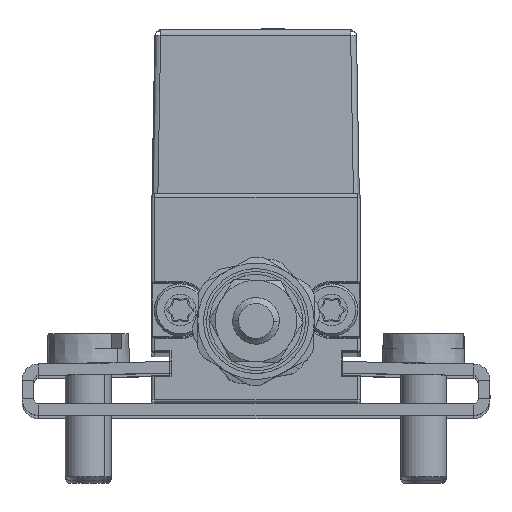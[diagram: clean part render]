
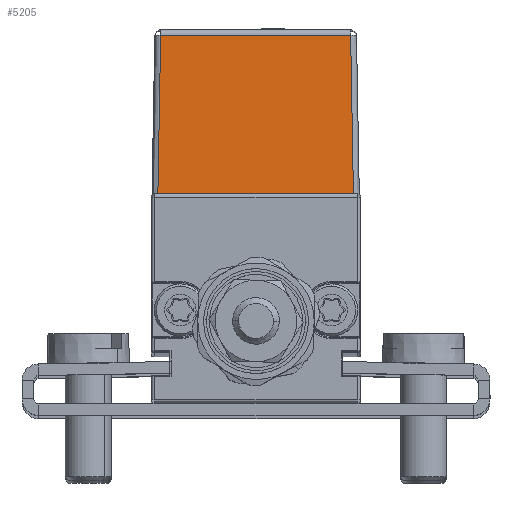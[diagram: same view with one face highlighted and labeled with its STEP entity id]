
A CAD part, top view. The second image highlights one B-rep face of the part: STEP entity #5205.
In plain terms, the highlighted planar face has unit normal (0, 0.018, 1).
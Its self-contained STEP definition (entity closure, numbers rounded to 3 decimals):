
#842 = VERTEX_POINT ( 'NONE', #1323 ) ;
#851 = VERTEX_POINT ( 'NONE', #1332 ) ;
#903 = VERTEX_POINT ( 'NONE', #1384 ) ;
#914 = VERTEX_POINT ( 'NONE', #1395 ) ;
#1323 = CARTESIAN_POINT ( 'NONE',  ( 8.366, 18., 232.784 ) ) ;
#1332 = CARTESIAN_POINT ( 'NONE',  ( 8.129, 31.583, 232.547 ) ) ;
#1384 = CARTESIAN_POINT ( 'NONE',  ( -8.426, 18., 232.784 ) ) ;
#1395 = CARTESIAN_POINT ( 'NONE',  ( -8.189, 31.583, 232.547 ) ) ;
#2167 = ORIENTED_EDGE ( 'NONE', *, *, #7168, .T. ) ;
#2168 = ORIENTED_EDGE ( 'NONE', *, *, #7160, .T. ) ;
#2169 = ORIENTED_EDGE ( 'NONE', *, *, #7169, .T. ) ;
#2170 = ORIENTED_EDGE ( 'NONE', *, *, #7155, .T. ) ;
#3677 = FACE_OUTER_BOUND ( 'NONE', #10432, .T. ) ;
#3678 = PLANE ( 'NONE',  #34309 ) ;
#3690 = CARTESIAN_POINT ( 'NONE',  ( -8.929, 18., 232.784 ) ) ;
#3691 = DIRECTION ( 'NONE',  ( 0., 0.017, 1. ) ) ;
#3692 = DIRECTION ( 'NONE',  ( 0., -1., 0.017 ) ) ;
#5205 = ADVANCED_FACE ( 'NONE', ( #3677 ), #3678, .T. ) ;
#7155 = EDGE_CURVE ( 'NONE', #842, #851, #28570, .T. ) ;
#7160 = EDGE_CURVE ( 'NONE', #914, #903, #28623, .T. ) ;
#7168 = EDGE_CURVE ( 'NONE', #903, #842, #28662, .T. ) ;
#7169 = EDGE_CURVE ( 'NONE', #851, #914, #28688, .T. ) ;
#10432 = EDGE_LOOP ( 'NONE', ( #2170, #2169, #2168, #2167 ) ) ;
#28363 = VECTOR ( 'NONE', #28590, 1000. ) ;
#28371 = VECTOR ( 'NONE', #28628, 1000. ) ;
#28379 = VECTOR ( 'NONE', #28686, 1000. ) ;
#28381 = VECTOR ( 'NONE', #28693, 1000. ) ;
#28570 = LINE ( 'NONE', #28573, #28363 ) ;
#28573 = CARTESIAN_POINT ( 'NONE',  ( 8.36, 18.302, 232.779 ) ) ;
#28590 = DIRECTION ( 'NONE',  ( -0.017, 1., -0.017 ) ) ;
#28623 = LINE ( 'NONE', #28626, #28371 ) ;
#28626 = CARTESIAN_POINT ( 'NONE',  ( -8.426, 17.991, 232.784 ) ) ;
#28628 = DIRECTION ( 'NONE',  ( -0.017, -1., 0.017 ) ) ;
#28662 = LINE ( 'NONE', #28665, #28379 ) ;
#28665 = CARTESIAN_POINT ( 'NONE',  ( -8.929, 18., 232.784 ) ) ;
#28686 = DIRECTION ( 'NONE',  ( 1., 0., 0. ) ) ;
#28688 = LINE ( 'NONE', #28691, #28381 ) ;
#28691 = CARTESIAN_POINT ( 'NONE',  ( -8.929, 31.583, 232.547 ) ) ;
#28693 = DIRECTION ( 'NONE',  ( -1., 0., 0. ) ) ;
#34309 = AXIS2_PLACEMENT_3D ( 'NONE', #3690, #3691, #3692 ) ;
